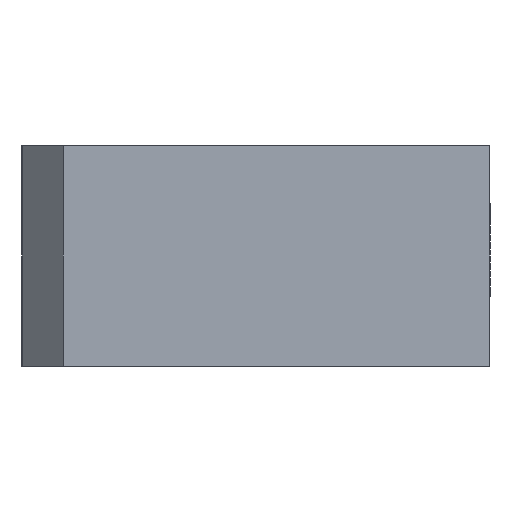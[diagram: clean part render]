
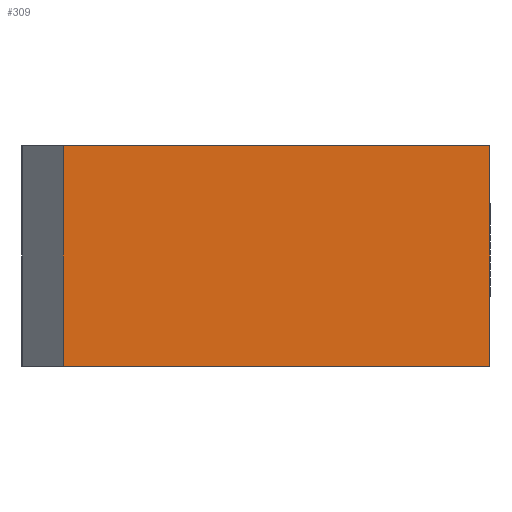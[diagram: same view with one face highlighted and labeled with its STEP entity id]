
A CAD part, left-side view. The second image highlights one B-rep face of the part: STEP entity #309.
In plain terms, the highlighted planar face has unit normal (-1, 0, 0).
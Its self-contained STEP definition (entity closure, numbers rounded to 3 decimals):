
#239 = EDGE_CURVE ( 'NONE', #291, #317, #1772, .T. ) ;
#291 = VERTEX_POINT ( 'NONE', #1912 ) ;
#292 = ORIENTED_EDGE ( 'NONE', *, *, #293, .T. ) ;
#293 = EDGE_CURVE ( 'NONE', #291, #313, #1911, .T. ) ;
#309 = ADVANCED_FACE ( 'NONE', ( #1941 ), #1940, .F. ) ;
#310 = EDGE_LOOP ( 'NONE', ( #311, #315, #318, #292 ) ) ;
#311 = ORIENTED_EDGE ( 'NONE', *, *, #312, .T. ) ;
#312 = EDGE_CURVE ( 'NONE', #313, #314, #1935, .T. ) ;
#313 = VERTEX_POINT ( 'NONE', #1931 ) ;
#314 = VERTEX_POINT ( 'NONE', #1930 ) ;
#315 = ORIENTED_EDGE ( 'NONE', *, *, #316, .F. ) ;
#316 = EDGE_CURVE ( 'NONE', #317, #314, #1929, .T. ) ;
#317 = VERTEX_POINT ( 'NONE', #1925 ) ;
#318 = ORIENTED_EDGE ( 'NONE', *, *, #239, .F. ) ;
#1769 = DIRECTION ( 'NONE',  ( 0., -1., 0. ) ) ;
#1770 = VECTOR ( 'NONE', #1769, 1000. ) ;
#1771 = CARTESIAN_POINT ( 'NONE',  ( 0., 0., 8. ) ) ;
#1772 = LINE ( 'NONE', #1771, #1770 ) ;
#1908 = DIRECTION ( 'NONE',  ( 0., 0., -1. ) ) ;
#1909 = VECTOR ( 'NONE', #1908, 1000. ) ;
#1910 = CARTESIAN_POINT ( 'NONE',  ( 0., 31., 8. ) ) ;
#1911 = LINE ( 'NONE', #1910, #1909 ) ;
#1912 = CARTESIAN_POINT ( 'NONE',  ( 0., 31., 8. ) ) ;
#1925 = CARTESIAN_POINT ( 'NONE',  ( 0., 0., 8. ) ) ;
#1926 = DIRECTION ( 'NONE',  ( 0., 0., -1. ) ) ;
#1927 = VECTOR ( 'NONE', #1926, 1000. ) ;
#1928 = CARTESIAN_POINT ( 'NONE',  ( 0., 0., 8. ) ) ;
#1929 = LINE ( 'NONE', #1928, #1927 ) ;
#1930 = CARTESIAN_POINT ( 'NONE',  ( 0., 0., -8. ) ) ;
#1931 = CARTESIAN_POINT ( 'NONE',  ( 0., 31., -8. ) ) ;
#1932 = DIRECTION ( 'NONE',  ( 0., -1., 0. ) ) ;
#1933 = VECTOR ( 'NONE', #1932, 1000. ) ;
#1934 = CARTESIAN_POINT ( 'NONE',  ( 0., 0., -8. ) ) ;
#1935 = LINE ( 'NONE', #1934, #1933 ) ;
#1936 = DIRECTION ( 'NONE',  ( 0., 0., -1. ) ) ;
#1937 = DIRECTION ( 'NONE',  ( 1., 0., 0. ) ) ;
#1938 = AXIS2_PLACEMENT_3D ( 'NONE', #1939, #1937, #1936 ) ;
#1939 = CARTESIAN_POINT ( 'NONE',  ( 0., 0., 8. ) ) ;
#1940 = PLANE ( 'NONE',  #1938 ) ;
#1941 = FACE_OUTER_BOUND ( 'NONE', #310, .T. ) ;
